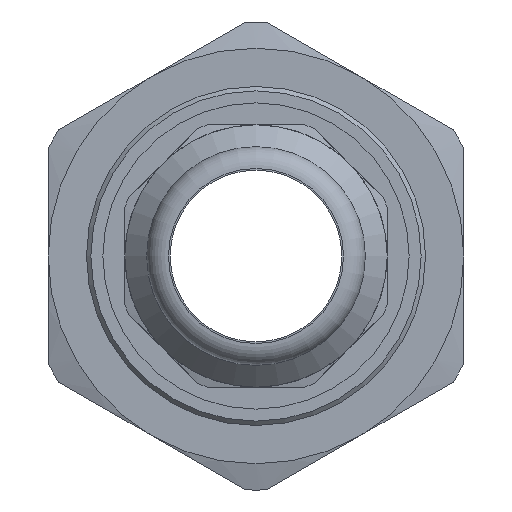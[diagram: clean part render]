
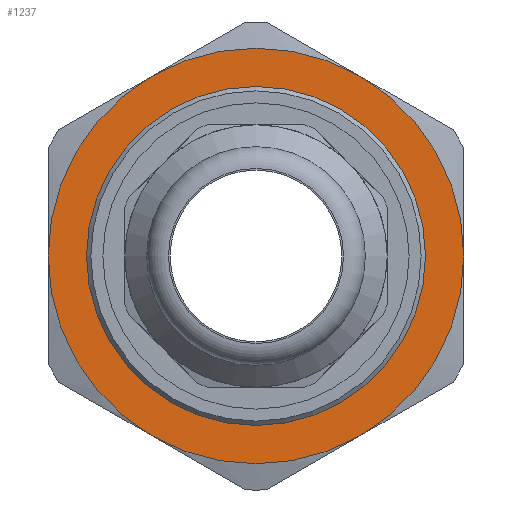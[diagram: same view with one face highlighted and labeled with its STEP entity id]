
A CAD part, left-side view. The second image highlights one B-rep face of the part: STEP entity #1237.
In plain terms, the highlighted planar face has unit normal (-1, 0, 0).
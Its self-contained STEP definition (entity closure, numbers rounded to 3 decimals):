
#43=FACE_BOUND('',#367,.T.);
#141=CIRCLE('',#1401,9.5);
#142=CIRCLE('',#1403,9.5);
#143=CIRCLE('',#1405,9.5);
#144=CIRCLE('',#1407,9.5);
#145=CIRCLE('',#1409,9.5);
#152=CIRCLE('',#1425,7.);
#153=CIRCLE('',#1427,9.5);
#267=FACE_OUTER_BOUND('',#366,.T.);
#366=EDGE_LOOP('',(#1111,#1112,#1113,#1114,#1115,#1116));
#367=EDGE_LOOP('',(#1117));
#582=VERTEX_POINT('',#2181);
#587=VERTEX_POINT('',#2201);
#592=VERTEX_POINT('',#2221);
#597=VERTEX_POINT('',#2241);
#602=VERTEX_POINT('',#2261);
#610=VERTEX_POINT('',#2314);
#617=VERTEX_POINT('',#2351);
#775=EDGE_CURVE('',#582,#610,#141,.T.);
#778=EDGE_CURVE('',#610,#602,#142,.T.);
#779=EDGE_CURVE('',#602,#597,#143,.T.);
#780=EDGE_CURVE('',#597,#592,#144,.T.);
#781=EDGE_CURVE('',#592,#587,#145,.T.);
#788=EDGE_CURVE('',#617,#617,#152,.T.);
#789=EDGE_CURVE('',#587,#582,#153,.T.);
#1111=ORIENTED_EDGE('',*,*,#778,.F.);
#1112=ORIENTED_EDGE('',*,*,#775,.F.);
#1113=ORIENTED_EDGE('',*,*,#789,.F.);
#1114=ORIENTED_EDGE('',*,*,#781,.F.);
#1115=ORIENTED_EDGE('',*,*,#780,.F.);
#1116=ORIENTED_EDGE('',*,*,#779,.F.);
#1117=ORIENTED_EDGE('',*,*,#788,.T.);
#1163=PLANE('',#1426);
#1237=ADVANCED_FACE('',(#267,#43),#1163,.T.);
#1401=AXIS2_PLACEMENT_3D('',#2315,#1715,#1716);
#1403=AXIS2_PLACEMENT_3D('',#2323,#1719,#1720);
#1405=AXIS2_PLACEMENT_3D('',#2325,#1723,#1724);
#1407=AXIS2_PLACEMENT_3D('',#2327,#1727,#1728);
#1409=AXIS2_PLACEMENT_3D('',#2329,#1731,#1732);
#1425=AXIS2_PLACEMENT_3D('',#2352,#1763,#1764);
#1426=AXIS2_PLACEMENT_3D('',#2353,#1765,#1766);
#1427=AXIS2_PLACEMENT_3D('',#2354,#1767,#1768);
#1715=DIRECTION('center_axis',(1.,0.,0.));
#1716=DIRECTION('ref_axis',(0.,0.,-1.));
#1719=DIRECTION('center_axis',(1.,0.,0.));
#1720=DIRECTION('ref_axis',(0.,0.,-1.));
#1723=DIRECTION('center_axis',(1.,0.,0.));
#1724=DIRECTION('ref_axis',(0.,0.,-1.));
#1727=DIRECTION('center_axis',(1.,0.,0.));
#1728=DIRECTION('ref_axis',(0.,0.,-1.));
#1731=DIRECTION('center_axis',(1.,0.,0.));
#1732=DIRECTION('ref_axis',(0.,0.,-1.));
#1763=DIRECTION('center_axis',(1.,0.,0.));
#1764=DIRECTION('ref_axis',(0.,0.,-1.));
#1765=DIRECTION('center_axis',(-1.,0.,0.));
#1766=DIRECTION('ref_axis',(0.,0.,1.));
#1767=DIRECTION('center_axis',(1.,0.,0.));
#1768=DIRECTION('ref_axis',(0.,0.,-1.));
#2181=CARTESIAN_POINT('',(23.5,4.75,-8.227));
#2201=CARTESIAN_POINT('',(23.5,-4.75,-8.227));
#2221=CARTESIAN_POINT('',(23.5,-9.5,0.));
#2241=CARTESIAN_POINT('',(23.5,-4.75,8.227));
#2261=CARTESIAN_POINT('',(23.5,4.75,8.227));
#2314=CARTESIAN_POINT('',(23.5,9.5,0.));
#2315=CARTESIAN_POINT('Origin',(23.5,0.,0.));
#2323=CARTESIAN_POINT('Origin',(23.5,0.,0.));
#2325=CARTESIAN_POINT('Origin',(23.5,0.,0.));
#2327=CARTESIAN_POINT('Origin',(23.5,0.,0.));
#2329=CARTESIAN_POINT('Origin',(23.5,0.,0.));
#2351=CARTESIAN_POINT('',(23.5,7.,0.));
#2352=CARTESIAN_POINT('Origin',(23.5,0.,0.));
#2353=CARTESIAN_POINT('Origin',(23.5,9.5,0.));
#2354=CARTESIAN_POINT('Origin',(23.5,0.,0.));
